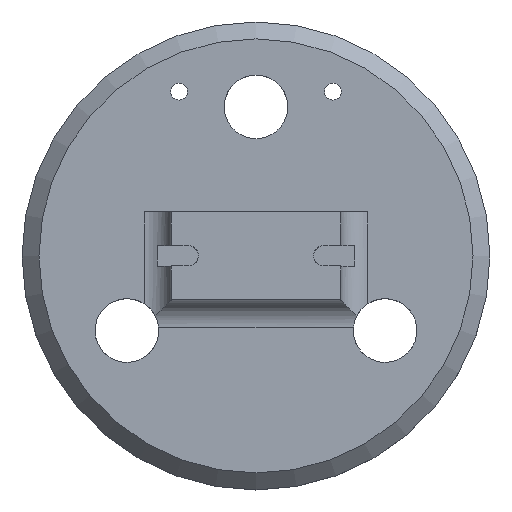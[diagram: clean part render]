
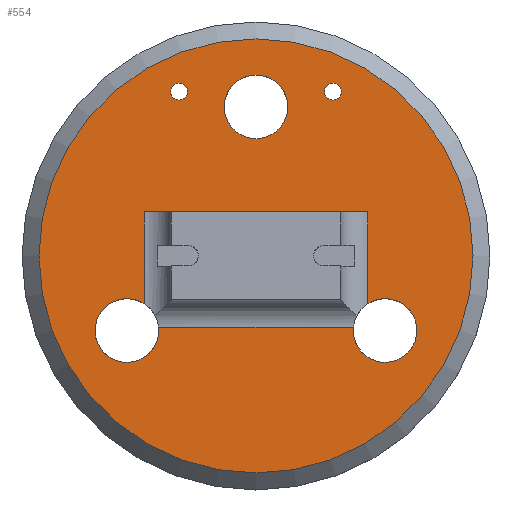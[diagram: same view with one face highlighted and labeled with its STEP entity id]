
A CAD part, top view. The second image highlights one B-rep face of the part: STEP entity #554.
In plain terms, the highlighted planar face has unit normal (0, 0, 1).
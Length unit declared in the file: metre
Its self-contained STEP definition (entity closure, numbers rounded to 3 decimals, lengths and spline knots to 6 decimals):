
#39=CIRCLE('',#603,0.016015);
#40=CIRCLE('',#604,0.000625);
#41=CIRCLE('',#605,0.000625);
#42=CIRCLE('',#606,0.00235);
#43=CIRCLE('',#607,0.00235);
#44=CIRCLE('',#608,0.00235);
#91=ORIENTED_EDGE('',*,*,#236,.T.);
#92=ORIENTED_EDGE('',*,*,#237,.T.);
#93=ORIENTED_EDGE('',*,*,#238,.T.);
#94=ORIENTED_EDGE('',*,*,#239,.T.);
#95=ORIENTED_EDGE('',*,*,#240,.T.);
#96=ORIENTED_EDGE('',*,*,#241,.F.);
#97=ORIENTED_EDGE('',*,*,#242,.T.);
#98=ORIENTED_EDGE('',*,*,#243,.F.);
#99=ORIENTED_EDGE('',*,*,#244,.T.);
#100=ORIENTED_EDGE('',*,*,#245,.F.);
#236=EDGE_CURVE('',#307,#307,#39,.T.);
#237=EDGE_CURVE('',#308,#308,#40,.F.);
#238=EDGE_CURVE('',#309,#309,#41,.F.);
#239=EDGE_CURVE('',#310,#311,#360,.T.);
#240=EDGE_CURVE('',#311,#312,#361,.T.);
#241=EDGE_CURVE('',#313,#312,#42,.T.);
#242=EDGE_CURVE('',#313,#314,#362,.F.);
#243=EDGE_CURVE('',#315,#314,#43,.T.);
#244=EDGE_CURVE('',#315,#310,#363,.F.);
#245=EDGE_CURVE('',#316,#316,#44,.T.);
#307=VERTEX_POINT('',#885);
#308=VERTEX_POINT('',#887);
#309=VERTEX_POINT('',#889);
#310=VERTEX_POINT('',#891);
#311=VERTEX_POINT('',#892);
#312=VERTEX_POINT('',#894);
#313=VERTEX_POINT('',#896);
#314=VERTEX_POINT('',#898);
#315=VERTEX_POINT('',#900);
#316=VERTEX_POINT('',#903);
#360=LINE('',#890,#397);
#361=LINE('',#893,#398);
#362=LINE('',#897,#399);
#363=LINE('',#901,#400);
#397=VECTOR('',#702,1.);
#398=VECTOR('',#703,1.);
#399=VECTOR('',#706,1.);
#400=VECTOR('',#709,1.);
#422=EDGE_LOOP('',(#91));
#423=EDGE_LOOP('',(#92));
#424=EDGE_LOOP('',(#93));
#425=EDGE_LOOP('',(#94,#95,#96,#97,#98,#99));
#426=EDGE_LOOP('',(#100));
#481=FACE_BOUND('',#422,.T.);
#482=FACE_BOUND('',#423,.T.);
#483=FACE_BOUND('',#424,.T.);
#484=FACE_BOUND('',#425,.T.);
#485=FACE_BOUND('',#426,.T.);
#537=PLANE('',#602);
#554=ADVANCED_FACE('',(#481,#482,#483,#484,#485),#537,.T.);
#602=AXIS2_PLACEMENT_3D('',#883,#694,#695);
#603=AXIS2_PLACEMENT_3D('',#884,#696,#697);
#604=AXIS2_PLACEMENT_3D('',#886,#698,#699);
#605=AXIS2_PLACEMENT_3D('',#888,#700,#701);
#606=AXIS2_PLACEMENT_3D('',#895,#704,#705);
#607=AXIS2_PLACEMENT_3D('',#899,#707,#708);
#608=AXIS2_PLACEMENT_3D('',#902,#710,#711);
#694=DIRECTION('',(0.,0.,1.));
#695=DIRECTION('',(1.,0.,0.));
#696=DIRECTION('',(0.,0.,1.));
#697=DIRECTION('',(1.,0.,0.));
#698=DIRECTION('',(0.,0.,1.));
#699=DIRECTION('',(1.,0.,0.));
#700=DIRECTION('',(0.,0.,1.));
#701=DIRECTION('',(1.,0.,0.));
#702=DIRECTION('',(1.,0.,0.));
#703=DIRECTION('',(0.,-1.,0.));
#704=DIRECTION('',(0.,0.,1.));
#705=DIRECTION('',(1.,0.,0.));
#706=DIRECTION('',(1.,0.,0.));
#707=DIRECTION('',(0.,0.,1.));
#708=DIRECTION('',(1.,0.,0.));
#709=DIRECTION('',(0.,-1.,0.));
#710=DIRECTION('',(0.,0.,1.));
#711=DIRECTION('',(1.,0.,0.));
#883=CARTESIAN_POINT('',(0.,0.,0.01525));
#884=CARTESIAN_POINT('',(0.,0.,0.01525));
#885=CARTESIAN_POINT('',(0.016015,0.,0.01525));
#886=CARTESIAN_POINT('',(-0.005678,0.012123,0.01525));
#887=CARTESIAN_POINT('',(-0.005053,0.012123,0.01525));
#888=CARTESIAN_POINT('',(0.005678,0.012123,0.01525));
#889=CARTESIAN_POINT('',(0.006303,0.012123,0.01525));
#890=CARTESIAN_POINT('',(0.,0.00325,0.01525));
#891=CARTESIAN_POINT('',(-0.00825,0.00325,0.01525));
#892=CARTESIAN_POINT('',(0.00825,0.00325,0.01525));
#893=CARTESIAN_POINT('',(0.00825,-0.00325,0.01525));
#894=CARTESIAN_POINT('',(0.00825,-0.003527,0.01525));
#895=CARTESIAN_POINT('',(0.009526,-0.0055,0.01525));
#896=CARTESIAN_POINT('',(0.00719,-0.00525,0.01525));
#897=CARTESIAN_POINT('',(0.,-0.00525,0.01525));
#898=CARTESIAN_POINT('',(-0.00719,-0.00525,0.01525));
#899=CARTESIAN_POINT('',(-0.009526,-0.0055,0.01525));
#900=CARTESIAN_POINT('',(-0.00825,-0.003527,0.01525));
#901=CARTESIAN_POINT('',(-0.00825,0.,0.01525));
#902=CARTESIAN_POINT('',(0.,0.011,0.01525));
#903=CARTESIAN_POINT('',(0.00235,0.011,0.01525));
